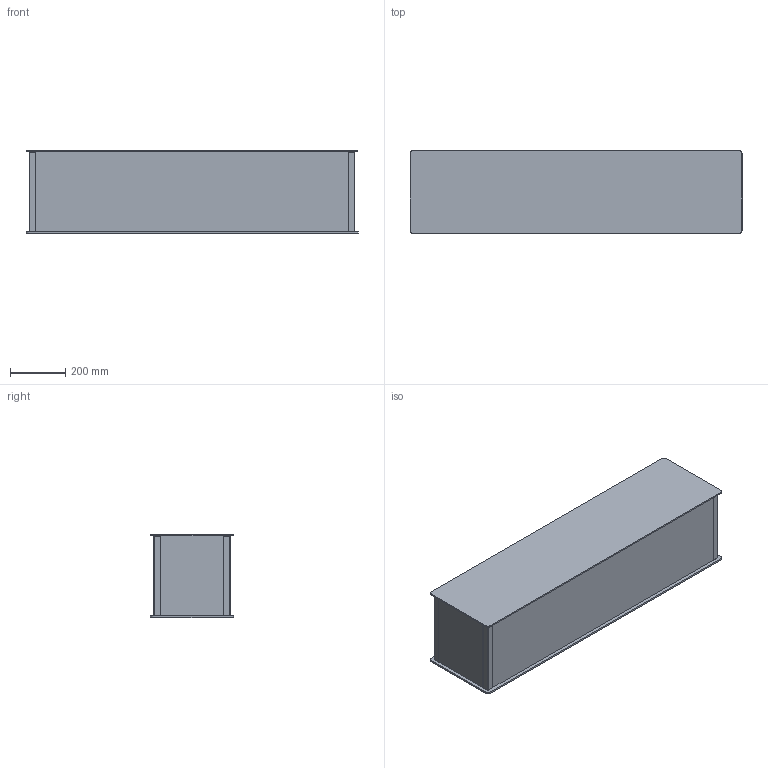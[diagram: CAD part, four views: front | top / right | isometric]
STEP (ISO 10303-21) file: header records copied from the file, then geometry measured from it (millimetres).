
FILE_DESCRIPTION (( 'STEP AP203' ), '1' );
FILE_NAME ('516074.STEP', '2024-06-19T08:42:27', ( '' ), ( '' ), 'SwSTEP 2.0', 'SolidWorks 2020', '' );
FILE_SCHEMA (( 'CONFIG_CONTROL_DESIGN' ));
Length unit declared in the file: millimetre
Products named in the file (1): 516074
Bounding box: 1200 x 300 x 300 mm (x, y, z)
Volume: 96917442.7 mm3; surface area: 1771679.5 mm2
Topology: 1 solids, 1 shells, 1440 faces, 2928 edges, 1952 vertices
Faces by surface type: cylinder 936, plane 504
Entity records: 38801 total; most frequent: DIRECTION 7682, CARTESIAN_POINT 6321, ORIENTED_EDGE 5856, AXIS2_PLACEMENT_3D 3313, EDGE_CURVE 2928, VERTEX_POINT 1952, EDGE_LOOP 1902, CIRCLE 1872
